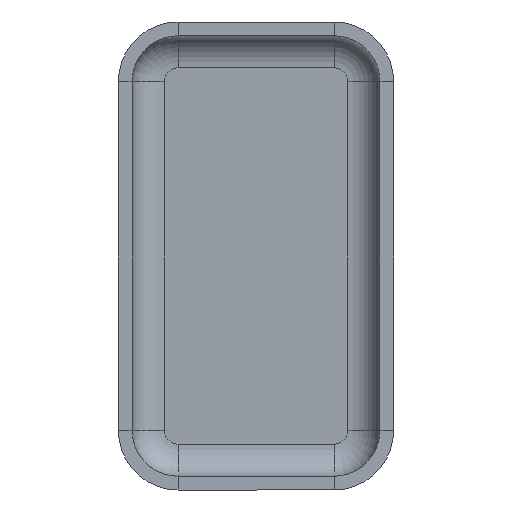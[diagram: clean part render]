
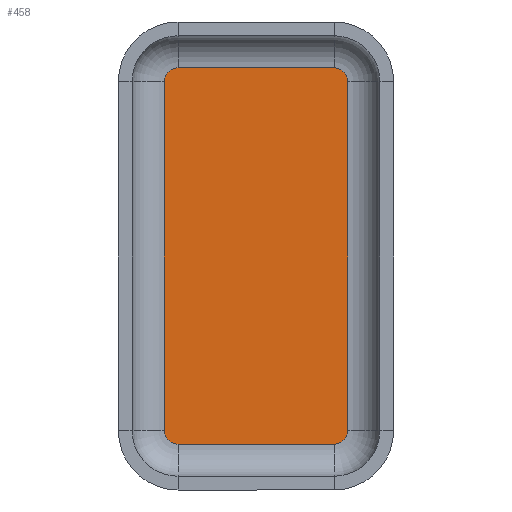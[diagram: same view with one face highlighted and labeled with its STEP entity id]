
A CAD part, front view. The second image highlights one B-rep face of the part: STEP entity #458.
In plain terms, the highlighted planar face has unit normal (0, -1, 0).
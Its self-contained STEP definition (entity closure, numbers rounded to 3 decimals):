
#17 = CARTESIAN_POINT ( 'NONE',  ( 2., -0.3, 3.8 ) ) ;
#19 = DIRECTION ( 'NONE',  ( 0., 1., 0. ) ) ;
#33 = ORIENTED_EDGE ( 'NONE', *, *, #552, .F. ) ;
#37 = AXIS2_PLACEMENT_3D ( 'NONE', #925, #19, #737 ) ;
#45 = EDGE_CURVE ( 'NONE', #1155, #70, #1171, .T. ) ;
#46 = CARTESIAN_POINT ( 'NONE',  ( -2., -0.3, -3.8 ) ) ;
#57 = VERTEX_POINT ( 'NONE', #920 ) ;
#70 = VERTEX_POINT ( 'NONE', #210 ) ;
#82 = DIRECTION ( 'NONE',  ( 0., 1., 0. ) ) ;
#113 = VERTEX_POINT ( 'NONE', #741 ) ;
#120 = CARTESIAN_POINT ( 'NONE',  ( 1.7, -0.3, -4.1 ) ) ;
#139 = VECTOR ( 'NONE', #581, 1000. ) ;
#157 = CARTESIAN_POINT ( 'NONE',  ( 2., -0.3, -3.8 ) ) ;
#164 = VERTEX_POINT ( 'NONE', #760 ) ;
#175 = EDGE_CURVE ( 'NONE', #976, #1155, #748, .T. ) ;
#181 = PLANE ( 'NONE',  #927 ) ;
#182 = LINE ( 'NONE', #120, #957 ) ;
#205 = EDGE_CURVE ( 'NONE', #1148, #113, #524, .T. ) ;
#210 = CARTESIAN_POINT ( 'NONE',  ( 2., -0.3, 3.8 ) ) ;
#237 = DIRECTION ( 'NONE',  ( 1., 0., 0. ) ) ;
#243 = CARTESIAN_POINT ( 'NONE',  ( 1.7, -0.3, 4.1 ) ) ;
#248 = ORIENTED_EDGE ( 'NONE', *, *, #1100, .F. ) ;
#250 = VECTOR ( 'NONE', #237, 1000. ) ;
#267 = CARTESIAN_POINT ( 'NONE',  ( -1.7, -0.3, 4.1 ) ) ;
#277 = DIRECTION ( 'NONE',  ( 0., 0., -1. ) ) ;
#333 = CIRCLE ( 'NONE', #956, 0.3 ) ;
#346 = ORIENTED_EDGE ( 'NONE', *, *, #205, .F. ) ;
#386 = VERTEX_POINT ( 'NONE', #985 ) ;
#408 = EDGE_CURVE ( 'NONE', #386, #976, #791, .T. ) ;
#422 = CARTESIAN_POINT ( 'NONE',  ( 1.7, -0.3, -3.8 ) ) ;
#458 = ADVANCED_FACE ( 'NONE', ( #880 ), #181, .T. ) ;
#479 = DIRECTION ( 'NONE',  ( -1., 0., 0. ) ) ;
#502 = EDGE_CURVE ( 'NONE', #70, #1148, #1071, .T. ) ;
#522 = CARTESIAN_POINT ( 'NONE',  ( 1.7, -0.3, 3.8 ) ) ;
#524 = CIRCLE ( 'NONE', #536, 0.3 ) ;
#536 = AXIS2_PLACEMENT_3D ( 'NONE', #422, #867, #681 ) ;
#538 = DIRECTION ( 'NONE',  ( 0., 0., 1. ) ) ;
#542 = VECTOR ( 'NONE', #277, 1000. ) ;
#552 = EDGE_CURVE ( 'NONE', #57, #164, #333, .T. ) ;
#581 = DIRECTION ( 'NONE',  ( 0., 0., 1. ) ) ;
#584 = ORIENTED_EDGE ( 'NONE', *, *, #612, .F. ) ;
#612 = EDGE_CURVE ( 'NONE', #113, #57, #182, .T. ) ;
#621 = EDGE_LOOP ( 'NONE', ( #848, #898, #802, #248, #33, #584, #346, #949 ) ) ;
#681 = DIRECTION ( 'NONE',  ( 0., 0., 1. ) ) ;
#737 = DIRECTION ( 'NONE',  ( 0., 0., 1. ) ) ;
#741 = CARTESIAN_POINT ( 'NONE',  ( 1.7, -0.3, -4.1 ) ) ;
#748 = LINE ( 'NONE', #945, #250 ) ;
#760 = CARTESIAN_POINT ( 'NONE',  ( -2., -0.3, -3.8 ) ) ;
#789 = DIRECTION ( 'NONE',  ( 0., 0., -1. ) ) ;
#791 = CIRCLE ( 'NONE', #869, 0.3 ) ;
#796 = DIRECTION ( 'NONE',  ( 0., 0., 1. ) ) ;
#802 = ORIENTED_EDGE ( 'NONE', *, *, #408, .F. ) ;
#848 = ORIENTED_EDGE ( 'NONE', *, *, #45, .F. ) ;
#867 = DIRECTION ( 'NONE',  ( 0., 1., 0. ) ) ;
#869 = AXIS2_PLACEMENT_3D ( 'NONE', #884, #82, #796 ) ;
#880 = FACE_OUTER_BOUND ( 'NONE', #621, .T. ) ;
#884 = CARTESIAN_POINT ( 'NONE',  ( -1.7, -0.3, 3.8 ) ) ;
#898 = ORIENTED_EDGE ( 'NONE', *, *, #175, .F. ) ;
#901 = DIRECTION ( 'NONE',  ( 0., 1., 0. ) ) ;
#920 = CARTESIAN_POINT ( 'NONE',  ( -1.7, -0.3, -4.1 ) ) ;
#925 = CARTESIAN_POINT ( 'NONE',  ( 1.7, -0.3, 3.8 ) ) ;
#927 = AXIS2_PLACEMENT_3D ( 'NONE', #522, #1166, #789 ) ;
#945 = CARTESIAN_POINT ( 'NONE',  ( -1.7, -0.3, 4.1 ) ) ;
#949 = ORIENTED_EDGE ( 'NONE', *, *, #502, .F. ) ;
#956 = AXIS2_PLACEMENT_3D ( 'NONE', #1104, #901, #538 ) ;
#957 = VECTOR ( 'NONE', #479, 1000. ) ;
#976 = VERTEX_POINT ( 'NONE', #267 ) ;
#980 = LINE ( 'NONE', #46, #139 ) ;
#985 = CARTESIAN_POINT ( 'NONE',  ( -2., -0.3, 3.8 ) ) ;
#1071 = LINE ( 'NONE', #17, #542 ) ;
#1100 = EDGE_CURVE ( 'NONE', #164, #386, #980, .T. ) ;
#1104 = CARTESIAN_POINT ( 'NONE',  ( -1.7, -0.3, -3.8 ) ) ;
#1148 = VERTEX_POINT ( 'NONE', #157 ) ;
#1155 = VERTEX_POINT ( 'NONE', #243 ) ;
#1166 = DIRECTION ( 'NONE',  ( 0., -1., 0. ) ) ;
#1171 = CIRCLE ( 'NONE', #37, 0.3 ) ;
